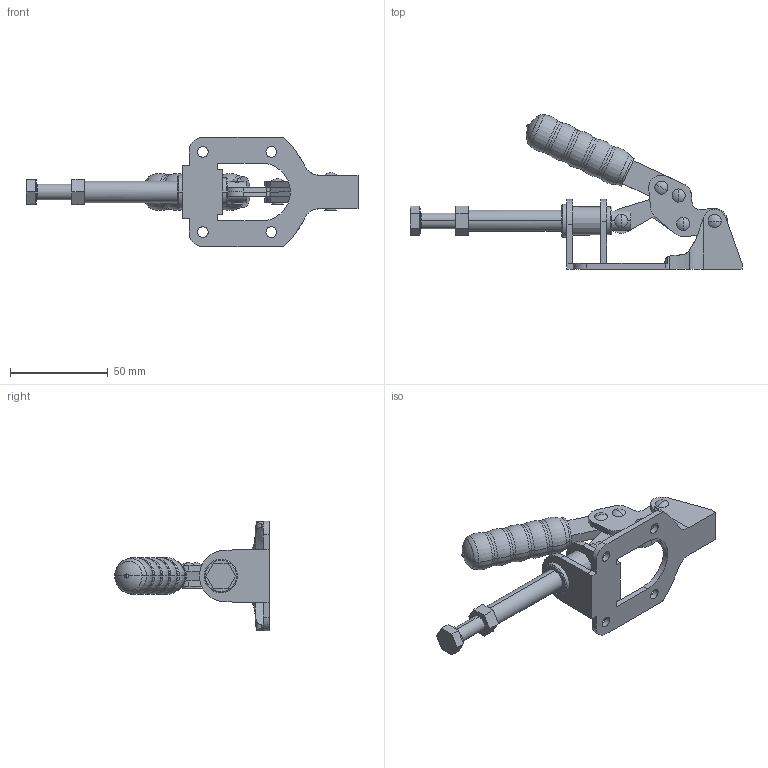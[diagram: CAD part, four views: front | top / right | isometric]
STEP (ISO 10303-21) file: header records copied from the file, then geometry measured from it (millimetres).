
FILE_DESCRIPTION (( 'STEP AP214' ), '1' );
FILE_NAME ('GH-302-FMSS.STEP', '2024-12-06T08:47:54', ( '' ), ( '' ), 'SwSTEP 2.0', 'SolidWorks 2016', '' );
FILE_SCHEMA (( 'AUTOMOTIVE_DESIGN' ));
Length unit declared in the file: millimetre
Products named in the file (5): Group1^GH-302-FMSS; GH-302-FMSS; Group4^GH-302-FMSS; Group3^GH-302-FMSS; 1302FSS13
Assembly tree (4 placements, depth 2):
  GH-302-FMSS
    Group1^GH-302-FMSS
    Group3^GH-302-FMSS
    Group4^GH-302-FMSS
    1302FSS13
Bounding box: 169.7 x 79.04 x 56 mm (x, y, z)
Volume: 50035.5 mm3; surface area: 28261.8 mm2
Topology: 5 solids, 5 shells, 686 faces, 1829 edges, 1195 vertices
Faces by surface type: plane 313, bspline 192, cylinder 125, torus 36, cone 12, sphere 8
Entity records: 35193 total; most frequent: CARTESIAN_POINT 12423, ORIENTED_EDGE 3650, DIRECTION 2760, EDGE_CURVE 1825, VERTEX_POINT 1195, VECTOR 1068, LINE 1068, AXIS2_PLACEMENT_3D 846
